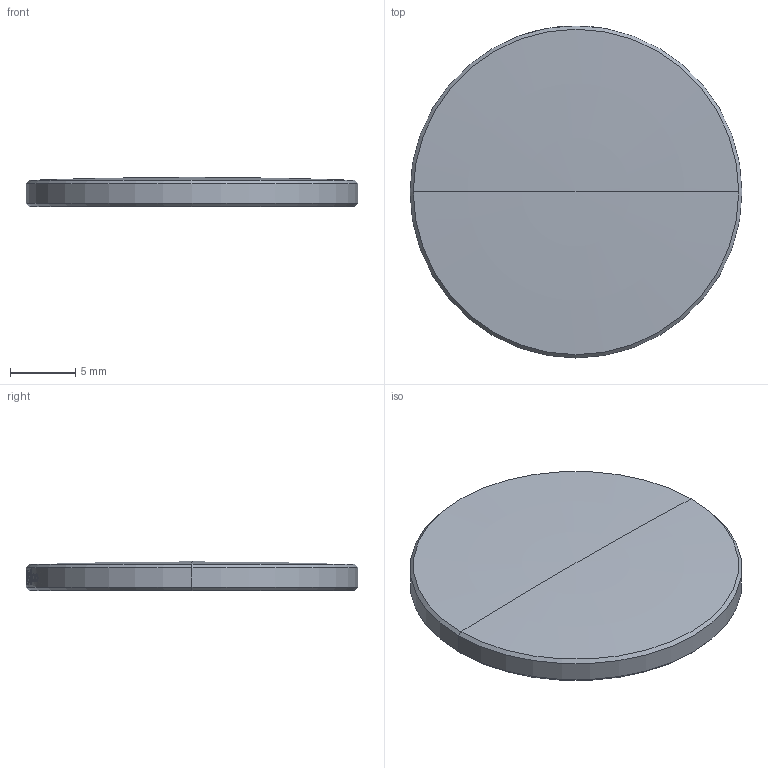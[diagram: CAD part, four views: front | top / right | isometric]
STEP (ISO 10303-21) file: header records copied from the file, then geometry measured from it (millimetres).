
FILE_DESCRIPTION (( 'STEP AP214' ), '1' );
FILE_NAME ('CTN017900-E0W.STEP', '2022-03-03T09:46:30', ( '' ), ( '' ), 'SwSTEP 2.0', 'SolidWorks 2018', '' );
FILE_SCHEMA (( 'AUTOMOTIVE_DESIGN' ));
Length unit declared in the file: millimetre
Products named in the file (1): CTN017900-E0W
Bounding box: 25.4 x 25.4 x 2.23 mm (x, y, z)
Volume: 1067 mm3; surface area: 1150.1 mm2
Topology: 1 solids, 1 shells, 26 faces, 165 edges, 156 vertices
Faces by surface type: cylinder 19, cone 4, torus 2, plane 1
Entity records: 2567 total; most frequent: CARTESIAN_POINT 1041, ORIENTED_EDGE 326, EDGE_CURVE 163, DIRECTION 161, VERTEX_POINT 156, B_SPLINE_CURVE_WITH_KNOTS 95, AXIS2_PLACEMENT_3D 66, EDGE_LOOP 43
